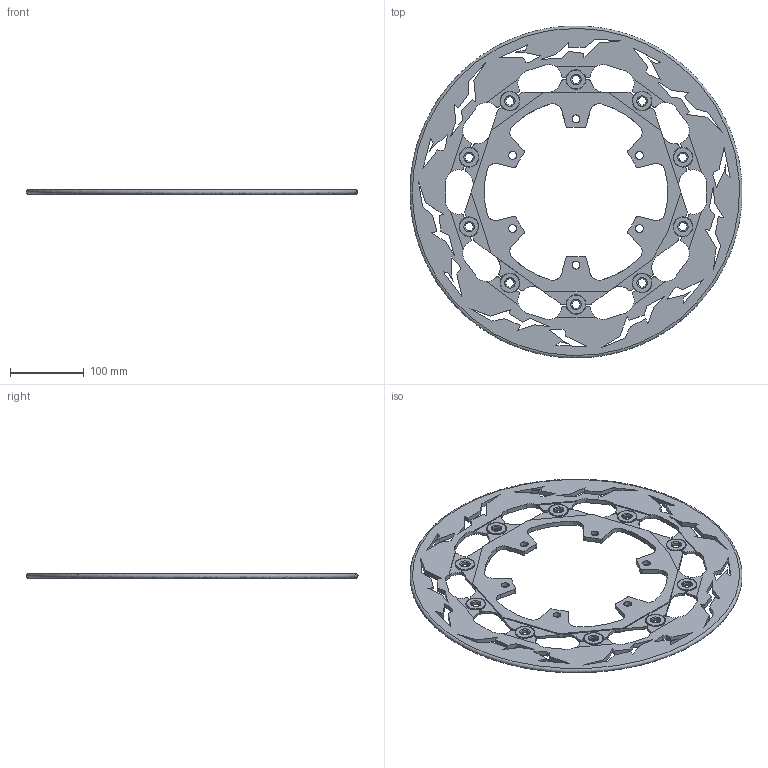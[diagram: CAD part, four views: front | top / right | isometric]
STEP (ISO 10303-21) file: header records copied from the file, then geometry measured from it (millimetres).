
FILE_DESCRIPTION(('FreeCAD Model'),'2;1');
FILE_NAME('Open CASCADE Shape Model','2025-05-03T18:27:54',('FreeCAD'),( 'FreeCAD'),'Open CASCADE STEP processor 7.6','FreeCAD','Unknown');
FILE_SCHEMA(('AUTOMOTIVE_DESIGN { 1 0 10303 214 1 1 1 1 }'));
Length unit declared in the file: millimetre
Products named in the file (1): Open CASCADE STEP translator 7.6 1
Bounding box: 449.49 x 449.49 x 6.32 mm (x, y, z)
Volume: 540002.5 mm3; surface area: 241863.4 mm2
Topology: 12 solids, 12 shells, 565 faces, 1521 edges, 1004 vertices
Faces by surface type: bspline 565
Entity records: 18738 total; most frequent: CARTESIAN_POINT 9987, ORIENTED_EDGE 3042, EDGE_CURVE 1521, VERTEX_POINT 1004, B_SPLINE_CURVE_WITH_KNOTS 956, FACE_BOUND 653, EDGE_LOOP 653, ADVANCED_FACE 565
